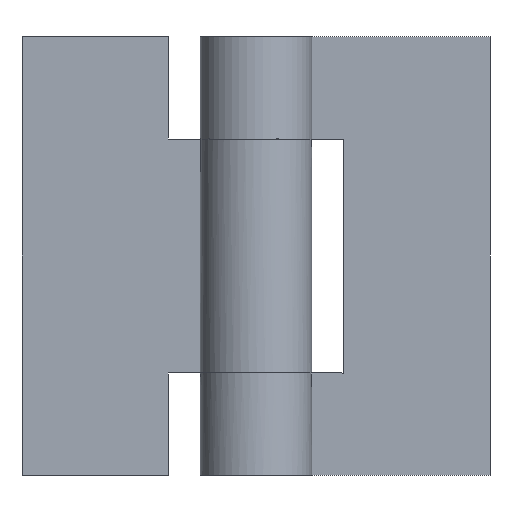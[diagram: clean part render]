
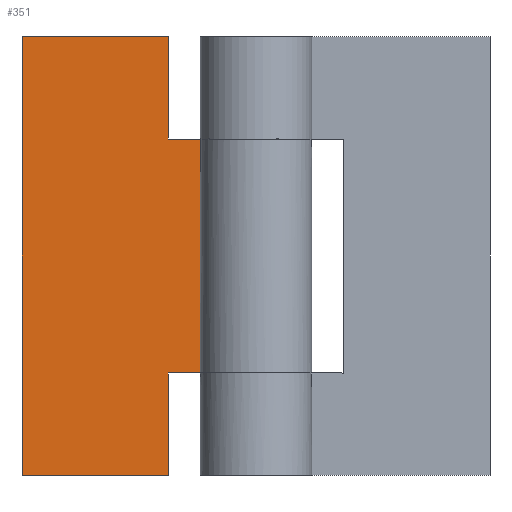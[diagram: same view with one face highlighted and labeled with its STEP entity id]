
A CAD part, front view. The second image highlights one B-rep face of the part: STEP entity #351.
In plain terms, the highlighted free-form (B-spline) face has degree [1, 1] with [2, 2] control points.
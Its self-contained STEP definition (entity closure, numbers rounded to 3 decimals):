
#79=CARTESIAN_POINT('',(0.,0.9,3.5));
#80=VERTEX_POINT('',#79);
#100=CARTESIAN_POINT('',(-3.0,0.9,3.5));
#101=VERTEX_POINT('',#100);
#102=CARTESIAN_POINT('',(-3.0,0.9,3.5));
#103=CARTESIAN_POINT('',(0.,0.9,3.5));
#104=QUASI_UNIFORM_CURVE('',1,(#102,#103),.UNSPECIFIED.,.F.,.U.);
#105=EDGE_CURVE('',#101,#80,#104,.T.);
#127=CARTESIAN_POINT('',(-3.0,0.9,0.0));
#128=VERTEX_POINT('',#127);
#142=CARTESIAN_POINT('',(-3.0,0.9,0.0));
#143=CARTESIAN_POINT('',(-3.0,0.9,3.5));
#144=QUASI_UNIFORM_CURVE('',1,(#142,#143),.UNSPECIFIED.,.F.,.U.);
#145=EDGE_CURVE('',#128,#101,#144,.T.);
#164=CARTESIAN_POINT('',(-3.0,0.9,11.5));
#165=VERTEX_POINT('',#164);
#171=CARTESIAN_POINT('',(0.,0.9,11.5));
#172=VERTEX_POINT('',#171);
#173=CARTESIAN_POINT('',(0.,0.9,11.5));
#174=CARTESIAN_POINT('',(-3.0,0.9,11.5));
#175=QUASI_UNIFORM_CURVE('',1,(#173,#174),.UNSPECIFIED.,.F.,.U.);
#176=EDGE_CURVE('',#172,#165,#175,.T.);
#241=CARTESIAN_POINT('',(-3.0,0.9,15.0));
#242=VERTEX_POINT('',#241);
#248=CARTESIAN_POINT('',(-3.0,0.9,11.5));
#249=CARTESIAN_POINT('',(-3.0,0.9,15.0));
#250=QUASI_UNIFORM_CURVE('',1,(#248,#249),.UNSPECIFIED.,.F.,.U.);
#251=EDGE_CURVE('',#165,#242,#250,.T.);
#261=CARTESIAN_POINT('',(-8.0,0.9,0.0));
#262=VERTEX_POINT('',#261);
#270=CARTESIAN_POINT('',(-8.0,0.9,15.0));
#271=VERTEX_POINT('',#270);
#272=CARTESIAN_POINT('',(-8.0,0.9,15.0));
#273=CARTESIAN_POINT('',(-8.0,0.9,0.0));
#274=QUASI_UNIFORM_CURVE('',1,(#272,#273),.UNSPECIFIED.,.F.,.U.);
#275=EDGE_CURVE('',#271,#262,#274,.T.);
#304=CARTESIAN_POINT('',(-3.0,0.9,15.0));
#305=CARTESIAN_POINT('',(-8.0,0.9,15.0));
#306=QUASI_UNIFORM_CURVE('',1,(#304,#305),.UNSPECIFIED.,.F.,.U.);
#307=EDGE_CURVE('',#242,#271,#306,.T.);
#323=CARTESIAN_POINT('',(-3.0,0.9,0.0));
#324=CARTESIAN_POINT('',(-8.0,0.9,0.0));
#325=QUASI_UNIFORM_CURVE('',1,(#323,#324),.UNSPECIFIED.,.F.,.U.);
#326=EDGE_CURVE('',#128,#262,#325,.T.);
#332=CARTESIAN_POINT('',(-8.4,0.9,15.749));
#333=CARTESIAN_POINT('',(-8.4,0.9,-0.749));
#334=CARTESIAN_POINT('',(0.4,0.9,15.749));
#335=CARTESIAN_POINT('',(0.4,0.9,-0.749));
#336=B_SPLINE_SURFACE_WITH_KNOTS('',1,1,((#332,#334),(#333,#335)),.UNSPECIFIED.,.F.,.F.,.U.,(2,2),(2,2),(0.0,16.499),(0.0,8.799),.UNSPECIFIED.);
#337=ORIENTED_EDGE('',*,*,#326,.F.);
#338=ORIENTED_EDGE('',*,*,#145,.T.);
#339=ORIENTED_EDGE('',*,*,#105,.T.);
#340=CARTESIAN_POINT('',(0.,0.9,11.5));
#341=CARTESIAN_POINT('',(0.,0.9,3.5));
#342=QUASI_UNIFORM_CURVE('',1,(#340,#341),.UNSPECIFIED.,.F.,.U.);
#343=EDGE_CURVE('',#172,#80,#342,.T.);
#344=ORIENTED_EDGE('',*,*,#343,.F.);
#345=ORIENTED_EDGE('',*,*,#176,.T.);
#346=ORIENTED_EDGE('',*,*,#251,.T.);
#347=ORIENTED_EDGE('',*,*,#307,.T.);
#348=ORIENTED_EDGE('',*,*,#275,.T.);
#349=EDGE_LOOP('',(#337,#338,#339,#344,#345,#346,#347,#348));
#350=FACE_OUTER_BOUND('',#349,.T.);
#351=ADVANCED_FACE('',(#350),#336,.T.);
